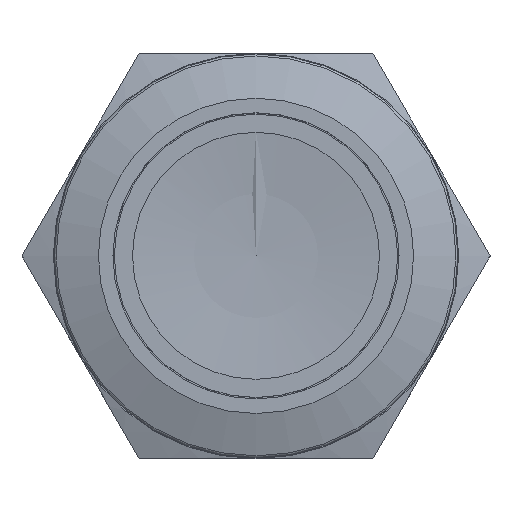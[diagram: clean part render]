
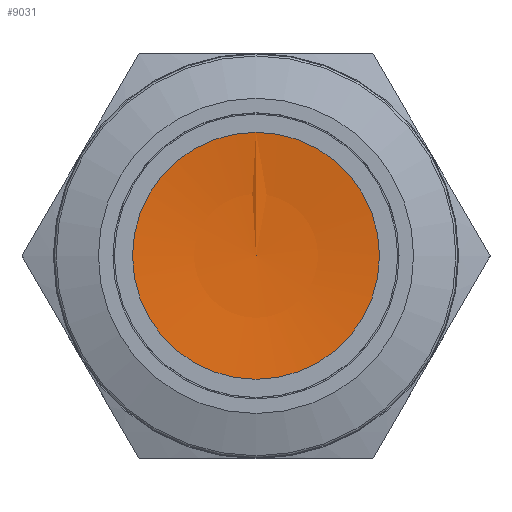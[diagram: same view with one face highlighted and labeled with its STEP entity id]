
A CAD part, top view. The second image highlights one B-rep face of the part: STEP entity #9031.
In plain terms, the highlighted spherical face has radius 72.5 mm.
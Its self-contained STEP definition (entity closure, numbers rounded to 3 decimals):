
#1822=SPHERICAL_SURFACE('',#71227,72.5);
#5612=FACE_OUTER_BOUND('',#32501,.T.);
#9031=ADVANCED_FACE('',(#5612),#1822,.F.);
#28248=CIRCLE('',#71212,8.5);
#32501=EDGE_LOOP('',(#50957));
#50957=ORIENTED_EDGE('',*,*,#66236,.T.);
#57006=VERTEX_POINT('',#112602);
#66236=EDGE_CURVE('',#57006,#57006,#28248,.T.);
#71212=AXIS2_PLACEMENT_3D('',#112601,#88143,#88144);
#71227=AXIS2_PLACEMENT_3D('',#112624,#88173,#88174);
#88143=DIRECTION('',(0.,-1.,0.));
#88144=DIRECTION('',(0.,0.,-1.));
#88173=DIRECTION('',(0.,-1.,0.));
#88174=DIRECTION('',(0.,0.,1.));
#112601=CARTESIAN_POINT('',(0.,-2.7,0.));
#112602=CARTESIAN_POINT('',(0.,-2.7,-8.5));
#112624=CARTESIAN_POINT('',(0.,-74.7,0.));
